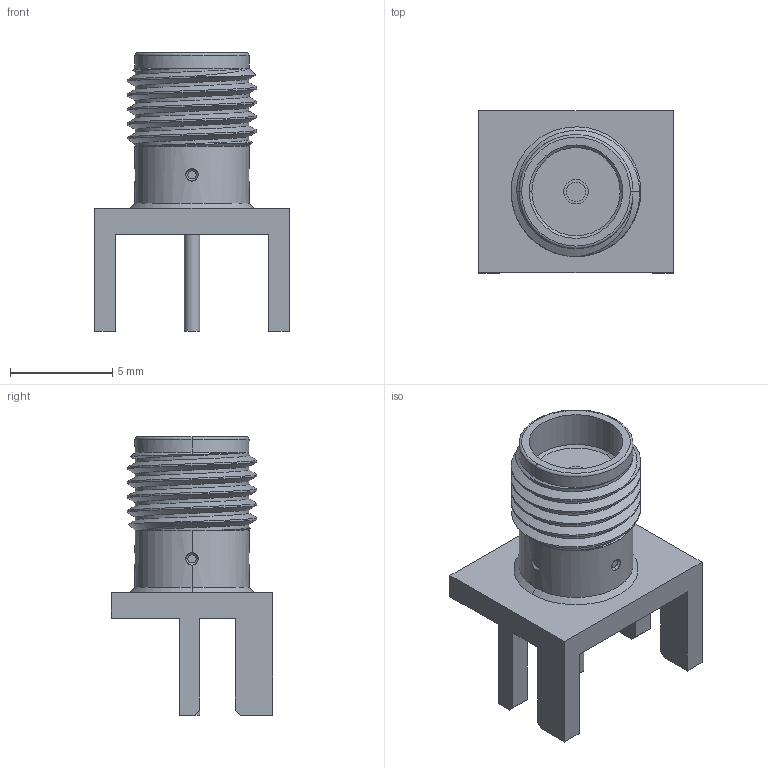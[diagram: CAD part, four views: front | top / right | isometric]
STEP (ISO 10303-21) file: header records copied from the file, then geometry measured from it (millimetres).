
FILE_DESCRIPTION (( 'STEP AP203' ), '1' );
FILE_NAME ('PE4542.step', '2019-08-27T14:21:30', ( '' ), ( '' ), 'SwSTEP 2.0', 'SolidWorks 2018', '' );
FILE_SCHEMA (( 'CONFIG_CONTROL_DESIGN' ));
Length unit declared in the file: inch
Products named in the file (1): PE4542
Bounding box: 9.53 x 7.92 x 13.64 mm (x, y, z)
Volume: 289.2 mm3; surface area: 513.6 mm2
Topology: 1 solids, 1 shells, 92 faces, 222 edges, 141 vertices
Faces by surface type: plane 35, cylinder 34, cone 18, bspline 3, torus 2
Entity records: 3849 total; most frequent: CARTESIAN_POINT 1706, ORIENTED_EDGE 444, DIRECTION 407, EDGE_CURVE 222, AXIS2_PLACEMENT_3D 145, VERTEX_POINT 141, LINE 117, VECTOR 117
